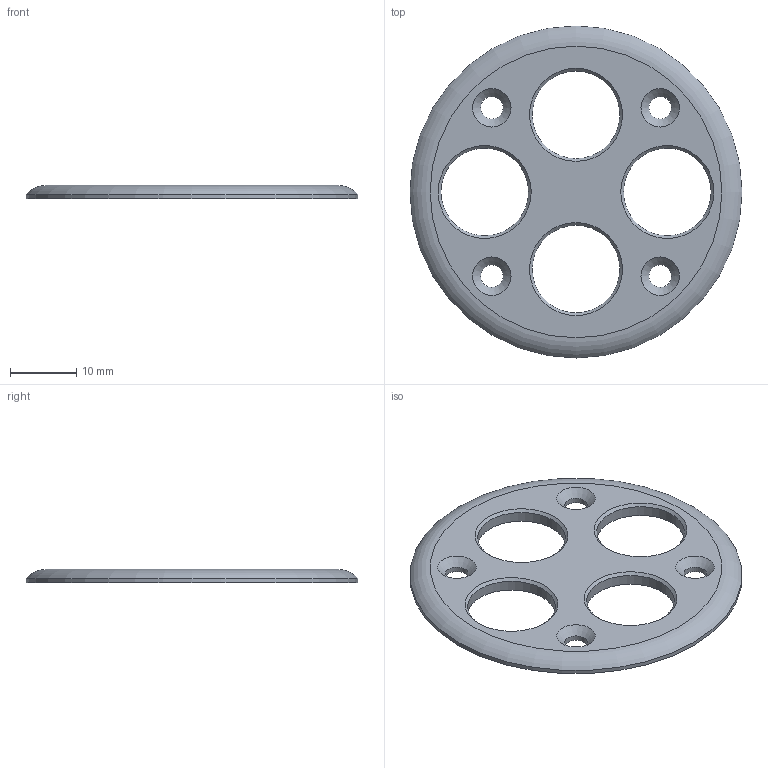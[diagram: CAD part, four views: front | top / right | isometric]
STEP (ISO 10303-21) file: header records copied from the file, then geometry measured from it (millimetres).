
FILE_DESCRIPTION(/* description */ (''),/* implementation_level */ '2;1');
FILE_NAME(/* name */ 'button-cover.step',/* time_stamp */ '2023-09-02T16:01:17-04:00',/* author */ (''),/* organization */ (''),/* preprocessor_version */ 'ST-DEVELOPER v20',/* originating_system */ 'Autodesk Translation Framework v12.9.0.99',/* authorisation */ '');
FILE_SCHEMA (('AUTOMOTIVE_DESIGN { 1 0 10303 214 3 1 1 }'));
Length unit declared in the file: millimetre
Products named in the file (1): button-cover
Bounding box: 50 x 50 x 2 mm (x, y, z)
Volume: 2509.6 mm3; surface area: 3273.6 mm2
Topology: 1 solids, 1 shells, 20 faces, 46 edges, 28 vertices
Faces by surface type: cylinder 9, cone 8, plane 2, torus 1
Full cylindrical faces by diameter (mm): 3.4 x4, 13.2 x4, 50 x1
Entity records: 640 total; most frequent: DIRECTION 117, CARTESIAN_POINT 95, ORIENTED_EDGE 92, AXIS2_PLACEMENT_3D 50, EDGE_CURVE 46, EDGE_LOOP 36, CIRCLE 29, VERTEX_POINT 28
